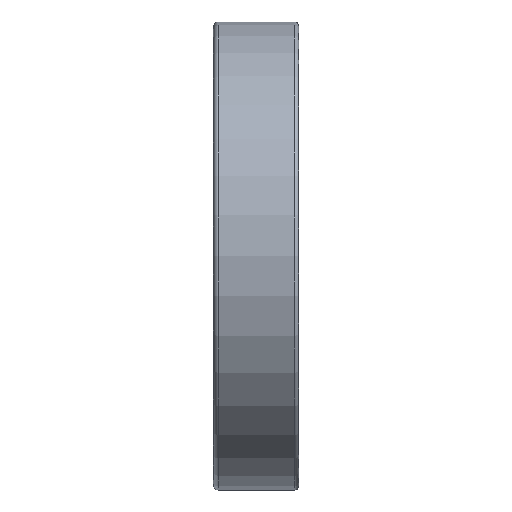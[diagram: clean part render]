
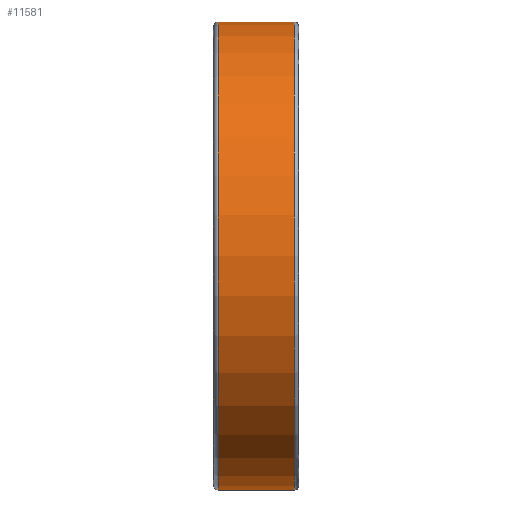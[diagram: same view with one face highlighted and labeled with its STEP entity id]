
A CAD part, top view. The second image highlights one B-rep face of the part: STEP entity #11581.
In plain terms, the highlighted cylindrical face has radius 55 mm (diameter 110 mm), a partial arc.
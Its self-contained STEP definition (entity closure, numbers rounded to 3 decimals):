
#2906=CARTESIAN_POINT('',(-8.9,0.,0.));
#2907=DIRECTION('',(1.,0.,0.));
#2908=DIRECTION('',(0.,1.,0.));
#2909=AXIS2_PLACEMENT_3D('',#2906,#2907,#2908);
#2914=CARTESIAN_POINT('',(9.,0.,0.));
#2915=DIRECTION('',(1.,0.,0.));
#2916=DIRECTION('',(0.,1.,0.));
#2917=AXIS2_PLACEMENT_3D('',#2914,#2915,#2916);
#2930=DIRECTION('',(-1.,0.,0.));
#2931=VECTOR('',#2930,17.9);
#2932=CARTESIAN_POINT('',(9.,-55.,0.));
#2933=LINE('',#2932,#2931);
#2945=DIRECTION('',(-1.,0.,0.));
#2946=VECTOR('',#2945,17.9);
#2947=CARTESIAN_POINT('',(9.,55.,0.));
#2948=LINE('',#2947,#2946);
#8947=CARTESIAN_POINT('',(-8.9,55.,0.));
#8948=CARTESIAN_POINT('',(-8.9,-55.,0.));
#8949=VERTEX_POINT('',#8947);
#8950=VERTEX_POINT('',#8948);
#8951=CARTESIAN_POINT('',(9.,55.,0.));
#8952=CARTESIAN_POINT('',(9.,-55.,0.));
#8953=VERTEX_POINT('',#8951);
#8954=VERTEX_POINT('',#8952);
#11567=CARTESIAN_POINT('',(-11.,0.,0.));
#11568=DIRECTION('',(1.,0.,0.));
#11569=DIRECTION('',(0.,-1.,0.));
#11570=AXIS2_PLACEMENT_3D('',#11567,#11568,#11569);
#11571=CYLINDRICAL_SURFACE('',#11570,55.);
#11572=ORIENTED_EDGE('',*,*,#11557,.F.);
#11574=ORIENTED_EDGE('',*,*,#11573,.F.);
#11576=ORIENTED_EDGE('',*,*,#11575,.T.);
#11578=ORIENTED_EDGE('',*,*,#11577,.T.);
#11579=EDGE_LOOP('',(#11572,#11574,#11576,#11578));
#11580=FACE_OUTER_BOUND('',#11579,.F.);
#2910=CIRCLE('',#2909,55.);
#2918=CIRCLE('',#2917,55.);
#11557=EDGE_CURVE('',#8949,#8950,#2910,.T.);
#11573=EDGE_CURVE('',#8953,#8949,#2948,.T.);
#11575=EDGE_CURVE('',#8953,#8954,#2918,.T.);
#11577=EDGE_CURVE('',#8954,#8950,#2933,.T.);
#11581=ADVANCED_FACE('',(#11580),#11571,.T.);
